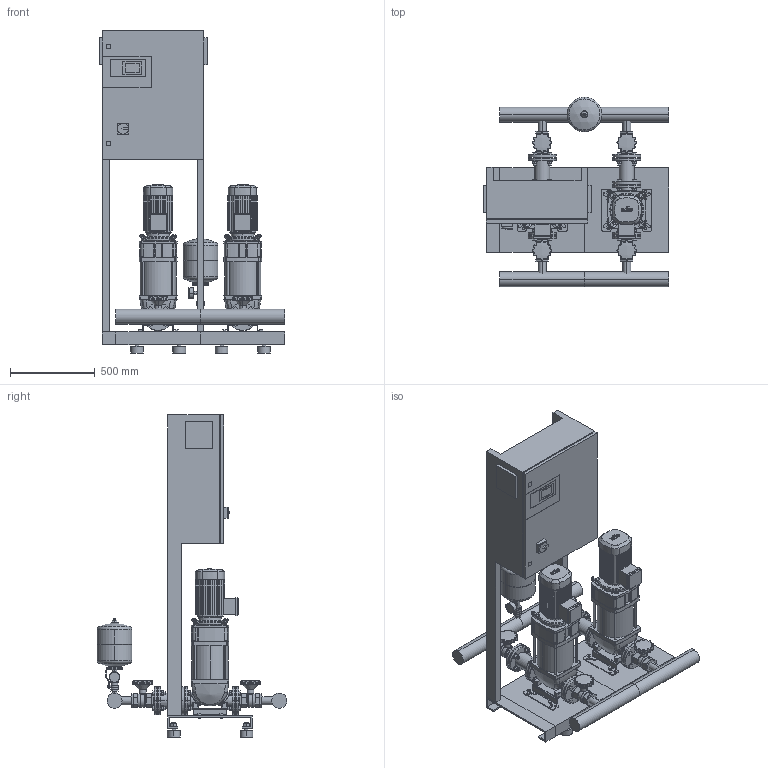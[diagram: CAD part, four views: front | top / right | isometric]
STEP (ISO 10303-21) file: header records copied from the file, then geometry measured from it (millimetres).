
FILE_DESCRIPTION((''),'2;1');
FILE_NAME('3d_CO-2HELIXV2202_K_CC-01-2530513.stp','2016-01-25T10:06:33',(''),(''),'Mechanical Desktop 2009','Mechanical Desktop 2009',', , ');
FILE_SCHEMA(('CONFIG_CONTROL_DESIGN'));
Length unit declared in the file: millimetre
Products named in the file (1): Product
Bounding box: 1100 x 1122.45 x 1905 mm (x, y, z)
Volume: 219353176.1 mm3; surface area: 9709604.6 mm2
Topology: 115 solids, 115 shells, 3745 faces, 9331 edges, 6065 vertices
Faces by surface type: plane 1588, cylinder 1070, bspline 753, cone 196, torus 132, sphere 6
Entity records: 124116 total; most frequent: CARTESIAN_POINT 34563, ORIENTED_EDGE 18662, DIRECTION 18053, EDGE_CURVE 9331, AXIS2_PLACEMENT_3D 6233, VERTEX_POINT 6060, VECTOR 5587, LINE 5587
